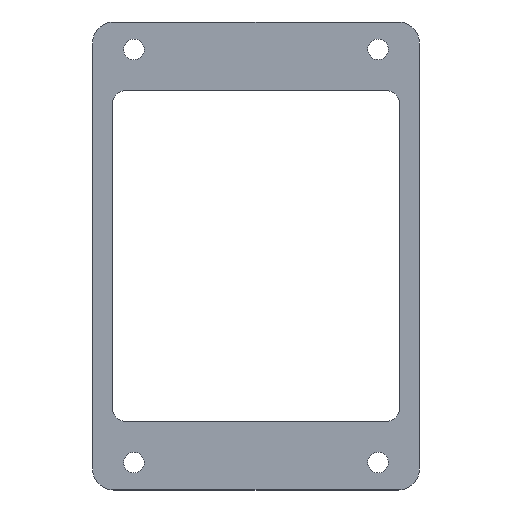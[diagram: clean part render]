
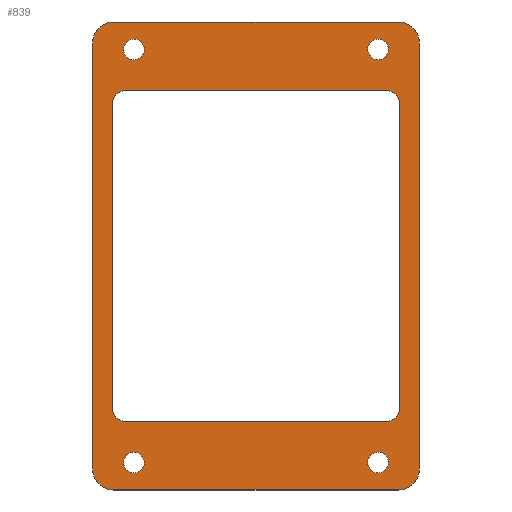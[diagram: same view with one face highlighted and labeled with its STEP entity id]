
A CAD part, top view. The second image highlights one B-rep face of the part: STEP entity #839.
In plain terms, the highlighted planar face has unit normal (0, 0, 1).
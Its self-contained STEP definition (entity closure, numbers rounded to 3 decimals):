
#48=AXIS2_PLACEMENT_3D('Circle Axis2P3D',#46,#47,$) ;
#74=AXIS2_PLACEMENT_3D('Circle Axis2P3D',#72,#73,$) ;
#105=AXIS2_PLACEMENT_3D('Circle Axis2P3D',#103,#104,$) ;
#131=AXIS2_PLACEMENT_3D('Circle Axis2P3D',#129,#130,$) ;
#162=AXIS2_PLACEMENT_3D('Circle Axis2P3D',#160,#161,$) ;
#188=AXIS2_PLACEMENT_3D('Circle Axis2P3D',#186,#187,$) ;
#219=AXIS2_PLACEMENT_3D('Circle Axis2P3D',#217,#218,$) ;
#245=AXIS2_PLACEMENT_3D('Circle Axis2P3D',#243,#244,$) ;
#321=AXIS2_PLACEMENT_3D('Circle Axis2P3D',#319,#320,$) ;
#345=AXIS2_PLACEMENT_3D('Circle Axis2P3D',#343,#344,$) ;
#445=AXIS2_PLACEMENT_3D('Circle Axis2P3D',#443,#444,$) ;
#469=AXIS2_PLACEMENT_3D('Circle Axis2P3D',#467,#468,$) ;
#524=AXIS2_PLACEMENT_3D('Circle Axis2P3D',#522,#523,$) ;
#626=AXIS2_PLACEMENT_3D('Circle Axis2P3D',#624,#625,$) ;
#648=AXIS2_PLACEMENT_3D('Circle Axis2P3D',#646,#647,$) ;
#741=AXIS2_PLACEMENT_3D('Circle Axis2P3D',#739,#740,$) ;
#801=AXIS2_PLACEMENT_3D('Plane Axis2P3D',#798,#799,#800) ;
#41=CARTESIAN_POINT('Vertex',(77.318,114.887,2.)) ;
#46=CARTESIAN_POINT('Axis2P3D Location',(76.,117.3,2.)) ;
#50=CARTESIAN_POINT('Vertex',(74.682,119.713,2.)) ;
#72=CARTESIAN_POINT('Axis2P3D Location',(76.,117.3,2.)) ;
#98=CARTESIAN_POINT('Vertex',(9.682,9.713,2.)) ;
#103=CARTESIAN_POINT('Axis2P3D Location',(11.,7.3,2.)) ;
#107=CARTESIAN_POINT('Vertex',(12.318,4.887,2.)) ;
#129=CARTESIAN_POINT('Axis2P3D Location',(11.,7.3,2.)) ;
#155=CARTESIAN_POINT('Vertex',(12.318,114.887,2.)) ;
#160=CARTESIAN_POINT('Axis2P3D Location',(11.,117.3,2.)) ;
#164=CARTESIAN_POINT('Vertex',(9.682,119.713,2.)) ;
#186=CARTESIAN_POINT('Axis2P3D Location',(11.,117.3,2.)) ;
#212=CARTESIAN_POINT('Vertex',(77.318,4.887,2.)) ;
#217=CARTESIAN_POINT('Axis2P3D Location',(76.,7.3,2.)) ;
#221=CARTESIAN_POINT('Vertex',(74.682,9.713,2.)) ;
#243=CARTESIAN_POINT('Axis2P3D Location',(76.,7.3,2.)) ;
#278=CARTESIAN_POINT('Vertex',(0.,5.6,2.)) ;
#281=CARTESIAN_POINT('Line Origine',(0.,62.3,2.)) ;
#285=CARTESIAN_POINT('Vertex',(0.,119.,2.)) ;
#316=CARTESIAN_POINT('Vertex',(5.6,0.,2.)) ;
#319=CARTESIAN_POINT('Axis2P3D Location',(5.6,5.6,2.)) ;
#343=CARTESIAN_POINT('Axis2P3D Location',(5.6,119.,2.)) ;
#347=CARTESIAN_POINT('Vertex',(5.6,124.6,2.)) ;
#378=CARTESIAN_POINT('Vertex',(81.4,0.,2.)) ;
#381=CARTESIAN_POINT('Line Origine',(43.5,0.,2.)) ;
#405=CARTESIAN_POINT('Line Origine',(43.5,124.6,2.)) ;
#409=CARTESIAN_POINT('Vertex',(81.4,124.6,2.)) ;
#440=CARTESIAN_POINT('Vertex',(87.,5.6,2.)) ;
#443=CARTESIAN_POINT('Axis2P3D Location',(81.4,5.6,2.)) ;
#467=CARTESIAN_POINT('Axis2P3D Location',(81.4,119.,2.)) ;
#471=CARTESIAN_POINT('Vertex',(87.,119.,2.)) ;
#496=CARTESIAN_POINT('Line Origine',(87.,62.3,2.)) ;
#517=CARTESIAN_POINT('Vertex',(5.25,21.8,2.)) ;
#522=CARTESIAN_POINT('Axis2P3D Location',(8.75,21.8,2.)) ;
#526=CARTESIAN_POINT('Vertex',(8.75,18.3,2.)) ;
#557=CARTESIAN_POINT('Vertex',(5.25,102.8,2.)) ;
#562=CARTESIAN_POINT('Line Origine',(5.25,62.3,2.)) ;
#584=CARTESIAN_POINT('Line Origine',(43.5,18.3,2.)) ;
#588=CARTESIAN_POINT('Vertex',(78.25,18.3,2.)) ;
#619=CARTESIAN_POINT('Vertex',(8.75,106.3,2.)) ;
#624=CARTESIAN_POINT('Axis2P3D Location',(8.75,102.8,2.)) ;
#646=CARTESIAN_POINT('Axis2P3D Location',(78.25,21.8,2.)) ;
#650=CARTESIAN_POINT('Vertex',(81.75,21.8,2.)) ;
#681=CARTESIAN_POINT('Vertex',(78.25,106.3,2.)) ;
#686=CARTESIAN_POINT('Line Origine',(43.5,106.3,2.)) ;
#708=CARTESIAN_POINT('Line Origine',(81.75,62.3,2.)) ;
#712=CARTESIAN_POINT('Vertex',(81.75,102.8,2.)) ;
#739=CARTESIAN_POINT('Axis2P3D Location',(78.25,102.8,2.)) ;
#798=CARTESIAN_POINT('Axis2P3D Location',(43.5,62.3,2.)) ;
#47=DIRECTION('Axis2P3D Direction',(0.,-0.,1.)) ;
#73=DIRECTION('Axis2P3D Direction',(0.,-0.,1.)) ;
#104=DIRECTION('Axis2P3D Direction',(0.,-0.,1.)) ;
#130=DIRECTION('Axis2P3D Direction',(0.,-0.,1.)) ;
#161=DIRECTION('Axis2P3D Direction',(0.,-0.,1.)) ;
#187=DIRECTION('Axis2P3D Direction',(0.,-0.,1.)) ;
#218=DIRECTION('Axis2P3D Direction',(0.,-0.,1.)) ;
#244=DIRECTION('Axis2P3D Direction',(0.,-0.,1.)) ;
#282=DIRECTION('Vector Direction',(0.,1.,0.)) ;
#320=DIRECTION('Axis2P3D Direction',(0.,-0.,1.)) ;
#344=DIRECTION('Axis2P3D Direction',(0.,-0.,1.)) ;
#382=DIRECTION('Vector Direction',(1.,0.,0.)) ;
#406=DIRECTION('Vector Direction',(-1.,0.,0.)) ;
#444=DIRECTION('Axis2P3D Direction',(0.,-0.,1.)) ;
#468=DIRECTION('Axis2P3D Direction',(0.,-0.,1.)) ;
#497=DIRECTION('Vector Direction',(0.,-1.,0.)) ;
#523=DIRECTION('Axis2P3D Direction',(0.,-0.,1.)) ;
#563=DIRECTION('Vector Direction',(0.,1.,0.)) ;
#585=DIRECTION('Vector Direction',(1.,0.,0.)) ;
#625=DIRECTION('Axis2P3D Direction',(0.,-0.,1.)) ;
#647=DIRECTION('Axis2P3D Direction',(0.,-0.,1.)) ;
#687=DIRECTION('Vector Direction',(-1.,0.,0.)) ;
#709=DIRECTION('Vector Direction',(0.,-1.,0.)) ;
#740=DIRECTION('Axis2P3D Direction',(0.,-0.,1.)) ;
#799=DIRECTION('Axis2P3D Direction',(0.,-0.,1.)) ;
#800=DIRECTION('Axis2P3D XDirection',(0.,1.,0.)) ;
#283=VECTOR('Line Direction',#282,1.) ;
#383=VECTOR('Line Direction',#382,1.) ;
#407=VECTOR('Line Direction',#406,1.) ;
#498=VECTOR('Line Direction',#497,1.) ;
#564=VECTOR('Line Direction',#563,1.) ;
#586=VECTOR('Line Direction',#585,1.) ;
#688=VECTOR('Line Direction',#687,1.) ;
#710=VECTOR('Line Direction',#709,1.) ;
#804=ORIENTED_EDGE('',*,*,#385,.T.) ;
#805=ORIENTED_EDGE('',*,*,#447,.T.) ;
#806=ORIENTED_EDGE('',*,*,#500,.T.) ;
#807=ORIENTED_EDGE('',*,*,#473,.T.) ;
#808=ORIENTED_EDGE('',*,*,#411,.T.) ;
#809=ORIENTED_EDGE('',*,*,#349,.T.) ;
#810=ORIENTED_EDGE('',*,*,#287,.T.) ;
#811=ORIENTED_EDGE('',*,*,#323,.T.) ;
#814=ORIENTED_EDGE('',*,*,#566,.F.) ;
#815=ORIENTED_EDGE('',*,*,#628,.F.) ;
#816=ORIENTED_EDGE('',*,*,#690,.F.) ;
#817=ORIENTED_EDGE('',*,*,#743,.F.) ;
#818=ORIENTED_EDGE('',*,*,#714,.F.) ;
#819=ORIENTED_EDGE('',*,*,#652,.F.) ;
#820=ORIENTED_EDGE('',*,*,#590,.F.) ;
#821=ORIENTED_EDGE('',*,*,#528,.F.) ;
#824=ORIENTED_EDGE('',*,*,#76,.F.) ;
#825=ORIENTED_EDGE('',*,*,#52,.F.) ;
#828=ORIENTED_EDGE('',*,*,#247,.F.) ;
#829=ORIENTED_EDGE('',*,*,#223,.F.) ;
#832=ORIENTED_EDGE('',*,*,#190,.F.) ;
#833=ORIENTED_EDGE('',*,*,#166,.F.) ;
#836=ORIENTED_EDGE('',*,*,#133,.F.) ;
#837=ORIENTED_EDGE('',*,*,#109,.F.) ;
#822=FACE_BOUND('',#813,.T.) ;
#826=FACE_BOUND('',#823,.T.) ;
#830=FACE_BOUND('',#827,.T.) ;
#834=FACE_BOUND('',#831,.T.) ;
#838=FACE_BOUND('',#835,.T.) ;
#839=ADVANCED_FACE('Hauptk\X2\00F6\X0\rper',(#812,#822,#826,#830,#834,#838),#802,.T.) ;
#49=CIRCLE('generated circle',#48,2.75) ;
#75=CIRCLE('generated circle',#74,2.75) ;
#106=CIRCLE('generated circle',#105,2.75) ;
#132=CIRCLE('generated circle',#131,2.75) ;
#163=CIRCLE('generated circle',#162,2.75) ;
#189=CIRCLE('generated circle',#188,2.75) ;
#220=CIRCLE('generated circle',#219,2.75) ;
#246=CIRCLE('generated circle',#245,2.75) ;
#322=CIRCLE('generated circle',#321,5.6) ;
#346=CIRCLE('generated circle',#345,5.6) ;
#446=CIRCLE('generated circle',#445,5.6) ;
#470=CIRCLE('generated circle',#469,5.6) ;
#525=CIRCLE('generated circle',#524,3.5) ;
#627=CIRCLE('generated circle',#626,3.5) ;
#649=CIRCLE('generated circle',#648,3.5) ;
#742=CIRCLE('generated circle',#741,3.5) ;
#52=EDGE_CURVE('',#42,#51,#49,.T.) ;
#76=EDGE_CURVE('',#51,#42,#75,.T.) ;
#109=EDGE_CURVE('',#99,#108,#106,.T.) ;
#133=EDGE_CURVE('',#108,#99,#132,.T.) ;
#166=EDGE_CURVE('',#156,#165,#163,.T.) ;
#190=EDGE_CURVE('',#165,#156,#189,.T.) ;
#223=EDGE_CURVE('',#213,#222,#220,.T.) ;
#247=EDGE_CURVE('',#222,#213,#246,.T.) ;
#287=EDGE_CURVE('',#286,#279,#284,.F.) ;
#323=EDGE_CURVE('',#279,#317,#322,.T.) ;
#349=EDGE_CURVE('',#348,#286,#346,.T.) ;
#385=EDGE_CURVE('',#317,#379,#384,.T.) ;
#411=EDGE_CURVE('',#410,#348,#408,.T.) ;
#447=EDGE_CURVE('',#379,#441,#446,.T.) ;
#473=EDGE_CURVE('',#472,#410,#470,.T.) ;
#500=EDGE_CURVE('',#441,#472,#499,.F.) ;
#528=EDGE_CURVE('',#518,#527,#525,.T.) ;
#566=EDGE_CURVE('',#558,#518,#565,.F.) ;
#590=EDGE_CURVE('',#527,#589,#587,.T.) ;
#628=EDGE_CURVE('',#620,#558,#627,.T.) ;
#652=EDGE_CURVE('',#589,#651,#649,.T.) ;
#690=EDGE_CURVE('',#682,#620,#689,.T.) ;
#714=EDGE_CURVE('',#651,#713,#711,.F.) ;
#743=EDGE_CURVE('',#713,#682,#742,.T.) ;
#803=EDGE_LOOP('',(#804,#805,#806,#807,#808,#809,#810,#811)) ;
#813=EDGE_LOOP('',(#814,#815,#816,#817,#818,#819,#820,#821)) ;
#823=EDGE_LOOP('',(#824,#825)) ;
#827=EDGE_LOOP('',(#828,#829)) ;
#831=EDGE_LOOP('',(#832,#833)) ;
#835=EDGE_LOOP('',(#836,#837)) ;
#812=FACE_OUTER_BOUND('',#803,.T.) ;
#284=LINE('Line',#281,#283) ;
#384=LINE('Line',#381,#383) ;
#408=LINE('Line',#405,#407) ;
#499=LINE('Line',#496,#498) ;
#565=LINE('Line',#562,#564) ;
#587=LINE('Line',#584,#586) ;
#689=LINE('Line',#686,#688) ;
#711=LINE('Line',#708,#710) ;
#802=PLANE('',#801) ;
#42=VERTEX_POINT('',#41) ;
#51=VERTEX_POINT('',#50) ;
#99=VERTEX_POINT('',#98) ;
#108=VERTEX_POINT('',#107) ;
#156=VERTEX_POINT('',#155) ;
#165=VERTEX_POINT('',#164) ;
#213=VERTEX_POINT('',#212) ;
#222=VERTEX_POINT('',#221) ;
#279=VERTEX_POINT('',#278) ;
#286=VERTEX_POINT('',#285) ;
#317=VERTEX_POINT('',#316) ;
#348=VERTEX_POINT('',#347) ;
#379=VERTEX_POINT('',#378) ;
#410=VERTEX_POINT('',#409) ;
#441=VERTEX_POINT('',#440) ;
#472=VERTEX_POINT('',#471) ;
#518=VERTEX_POINT('',#517) ;
#527=VERTEX_POINT('',#526) ;
#558=VERTEX_POINT('',#557) ;
#589=VERTEX_POINT('',#588) ;
#620=VERTEX_POINT('',#619) ;
#651=VERTEX_POINT('',#650) ;
#682=VERTEX_POINT('',#681) ;
#713=VERTEX_POINT('',#712) ;
